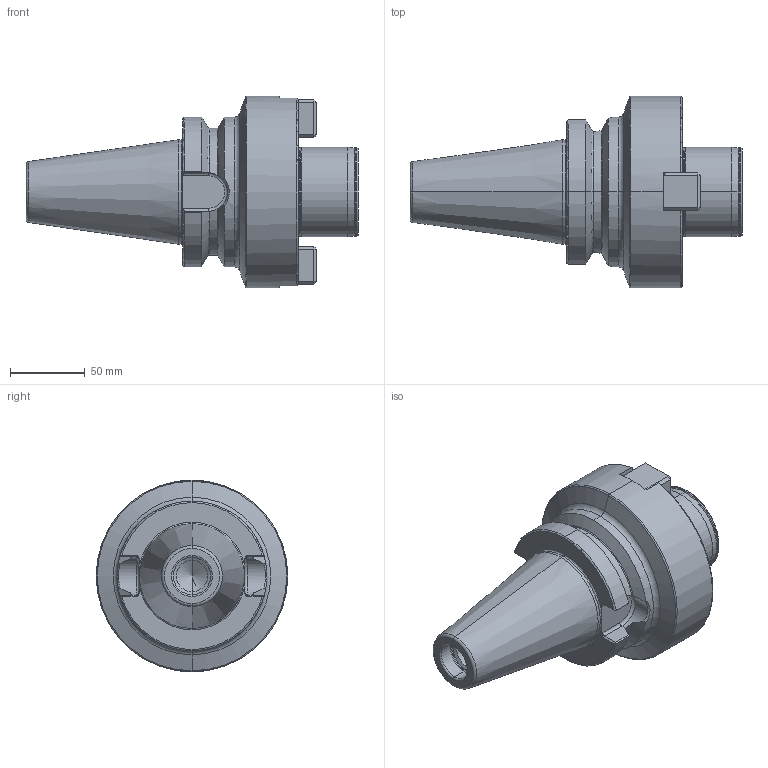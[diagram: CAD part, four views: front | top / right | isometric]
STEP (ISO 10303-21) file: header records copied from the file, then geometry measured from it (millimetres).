
FILE_DESCRIPTION (( 'STEP AP203' ), '1' );
FILE_NAME ('BT5-D60.K01.080.STEP', '2017-11-15T14:41:43', ( 'SWIAdmin' ), ( 'Hewlett-Packard Company' ), 'SwSTEP 2.0', 'SolidWorks 2017', '' );
FILE_SCHEMA (( 'CONFIG_CONTROL_DESIGN' ));
Length unit declared in the file: millimetre
Products named in the file (4): U00-D60.ER1.025; BT5-D60.K01.080; ISO 4762 - M12 x 25_PreviewCfg
Assembly tree (5 placements, depth 2):
  BT5-D60.K01.080
    BT5-D60.K01.080
    U00-D60.ER1.025  x2
    ISO 4762 - M12 x 25_PreviewCfg  x2
Bounding box: 221.8 x 128 x 128 mm (x, y, z)
Volume: 1085726.8 mm3; surface area: 103612.5 mm2
Topology: 5 solids, 5 shells, 274 faces, 627 edges, 358 vertices
Faces by surface type: plane 99, cylinder 68, cone 62, torus 43, bspline 2
Entity records: 6917 total; most frequent: CARTESIAN_POINT 1459, DIRECTION 1116, ORIENTED_EDGE 1002, EDGE_CURVE 501, AXIS2_PLACEMENT_3D 445, VERTEX_POINT 297, EDGE_LOOP 236, LINE 226
